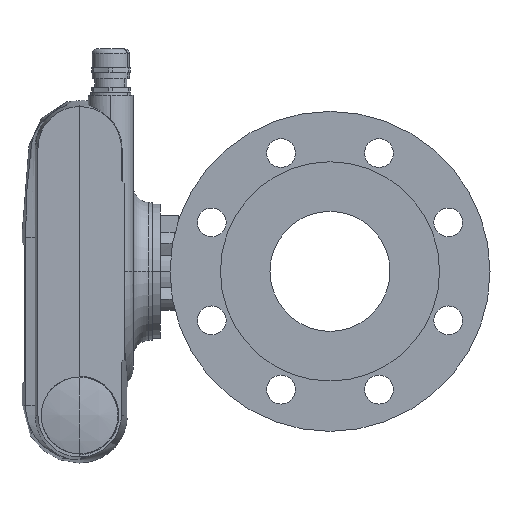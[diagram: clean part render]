
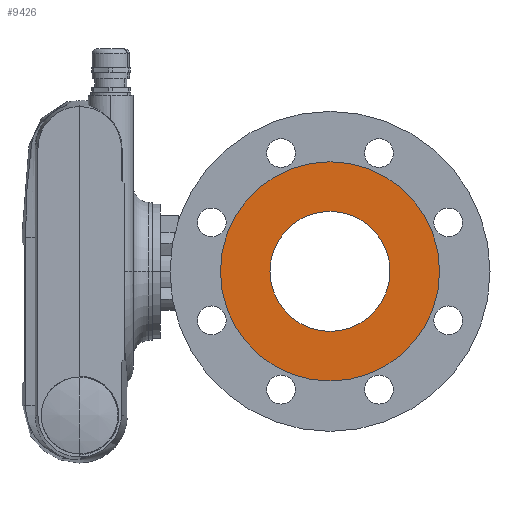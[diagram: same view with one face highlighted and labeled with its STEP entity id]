
A CAD part, left-side view. The second image highlights one B-rep face of the part: STEP entity #9426.
In plain terms, the highlighted planar face has unit normal (-1, 0, 0).
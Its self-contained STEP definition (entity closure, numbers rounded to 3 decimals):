
#522 = VERTEX_POINT ( 'NONE', #5254 ) ;
#536 = VERTEX_POINT ( 'NONE', #5240 ) ;
#3975 = AXIS2_PLACEMENT_3D ( 'NONE', #11046, #11047, #11048 ) ;
#4075 = AXIS2_PLACEMENT_3D ( 'NONE', #19444, #19445, #19446 ) ;
#4102 = AXIS2_PLACEMENT_3D ( 'NONE', #13707, #13708, #13709 ) ;
#4679 = EDGE_LOOP ( 'NONE', ( #17415, #17416 ) ) ;
#4807 = EDGE_LOOP ( 'NONE', ( #17417, #17418 ) ) ;
#5240 = CARTESIAN_POINT ( 'NONE',  ( -94.805, -99.517, 26.957 ) ) ;
#5254 = CARTESIAN_POINT ( 'NONE',  ( -94.805, -99.517, -48.043 ) ) ;
#6265 = CIRCLE ( 'NONE', #3975, 68.5 ) ;
#6939 = EDGE_CURVE ( 'NONE', #18301, #8993, #6265, .T. ) ;
#7840 = FACE_OUTER_BOUND ( 'NONE', #4679, .T. ) ;
#7850 = FACE_BOUND ( 'NONE', #4807, .T. ) ;
#8240 = CIRCLE ( 'NONE', #18974, 37.5 ) ;
#8569 = EDGE_CURVE ( 'NONE', #522, #536, #12227, .T. ) ;
#8659 = EDGE_CURVE ( 'NONE', #8993, #18301, #12456, .T. ) ;
#8993 = VERTEX_POINT ( 'NONE', #14025 ) ;
#9426 = ADVANCED_FACE ( 'NONE', ( #7840, #7850 ), #20446, .T. ) ;
#11046 = CARTESIAN_POINT ( 'NONE',  ( -94.805, -99.517, -10.543 ) ) ;
#11047 = DIRECTION ( 'NONE',  ( 1., 0., 0. ) ) ;
#11048 = DIRECTION ( 'NONE',  ( 0., 0., -1. ) ) ;
#12227 = CIRCLE ( 'NONE', #4102, 37.5 ) ;
#12456 = CIRCLE ( 'NONE', #4075, 68.5 ) ;
#13707 = CARTESIAN_POINT ( 'NONE',  ( -94.805, -99.517, -10.543 ) ) ;
#13708 = DIRECTION ( 'NONE',  ( 1., 0., 0. ) ) ;
#13709 = DIRECTION ( 'NONE',  ( 0., 0., -1. ) ) ;
#14025 = CARTESIAN_POINT ( 'NONE',  ( -94.805, -99.517, 57.957 ) ) ;
#16290 = CARTESIAN_POINT ( 'NONE',  ( -94.805, -99.517, -79.043 ) ) ;
#16456 = CARTESIAN_POINT ( 'NONE',  ( -94.805, -99.517, -10.543 ) ) ;
#16457 = DIRECTION ( 'NONE',  ( 1., 0., 0. ) ) ;
#16458 = DIRECTION ( 'NONE',  ( 0., 0., -1. ) ) ;
#17415 = ORIENTED_EDGE ( 'NONE', *, *, #8659, .F. ) ;
#17416 = ORIENTED_EDGE ( 'NONE', *, *, #6939, .F. ) ;
#17417 = ORIENTED_EDGE ( 'NONE', *, *, #8569, .T. ) ;
#17418 = ORIENTED_EDGE ( 'NONE', *, *, #18443, .T. ) ;
#18301 = VERTEX_POINT ( 'NONE', #16290 ) ;
#18443 = EDGE_CURVE ( 'NONE', #536, #522, #8240, .T. ) ;
#18775 = AXIS2_PLACEMENT_3D ( 'NONE', #20443, #20448, #20449 ) ;
#18974 = AXIS2_PLACEMENT_3D ( 'NONE', #16456, #16457, #16458 ) ;
#19444 = CARTESIAN_POINT ( 'NONE',  ( -94.805, -99.517, -10.543 ) ) ;
#19445 = DIRECTION ( 'NONE',  ( 1., 0., 0. ) ) ;
#19446 = DIRECTION ( 'NONE',  ( 0., 0., -1. ) ) ;
#20443 = CARTESIAN_POINT ( 'NONE',  ( -94.805, -99.517, -48.043 ) ) ;
#20446 = PLANE ( 'NONE',  #18775 ) ;
#20448 = DIRECTION ( 'NONE',  ( -1., 0., 0. ) ) ;
#20449 = DIRECTION ( 'NONE',  ( 0., 0., 1. ) ) ;
